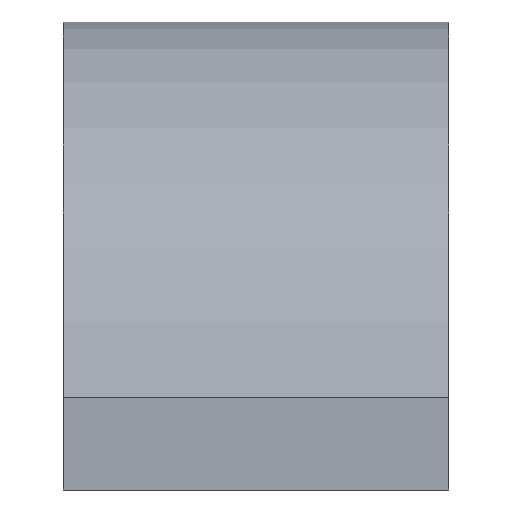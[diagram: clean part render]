
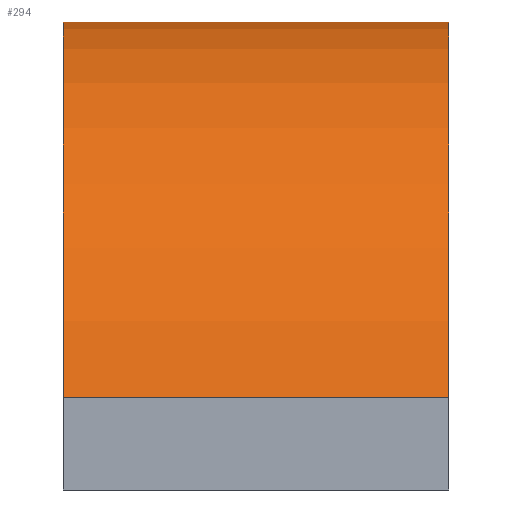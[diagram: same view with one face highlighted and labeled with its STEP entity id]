
A CAD part, left-side view. The second image highlights one B-rep face of the part: STEP entity #294.
In plain terms, the highlighted cylindrical face has radius 24.5 mm (diameter 49 mm), a partial arc.
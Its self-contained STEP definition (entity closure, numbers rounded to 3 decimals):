
#40=FACE_OUTER_BOUND('',#57,.T.);
#57=EDGE_LOOP('',(#258,#259,#260,#261));
#87=LINE('',#489,#117);
#89=LINE('',#494,#119);
#117=VECTOR('',#403,10.);
#119=VECTOR('',#409,10.);
#129=CIRCLE('',#325,24.5);
#130=CIRCLE('',#332,24.5);
#147=VERTEX_POINT('',#458);
#148=VERTEX_POINT('',#460);
#157=VERTEX_POINT('',#488);
#158=VERTEX_POINT('',#492);
#180=EDGE_CURVE('',#147,#148,#129,.T.);
#194=EDGE_CURVE('',#148,#157,#87,.T.);
#196=EDGE_CURVE('',#157,#158,#130,.T.);
#197=EDGE_CURVE('',#147,#158,#89,.T.);
#258=ORIENTED_EDGE('',*,*,#196,.F.);
#259=ORIENTED_EDGE('',*,*,#194,.F.);
#260=ORIENTED_EDGE('',*,*,#180,.F.);
#261=ORIENTED_EDGE('',*,*,#197,.T.);
#282=CYLINDRICAL_SURFACE('',#331,24.5);
#294=ADVANCED_FACE('',(#40),#282,.T.);
#325=AXIS2_PLACEMENT_3D('',#461,#378,#379);
#331=AXIS2_PLACEMENT_3D('',#491,#405,#406);
#332=AXIS2_PLACEMENT_3D('',#493,#407,#408);
#378=DIRECTION('center_axis',(0.,1.,0.));
#379=DIRECTION('ref_axis',(-1.,0.,0.));
#403=DIRECTION('',(0.,-1.,0.));
#405=DIRECTION('center_axis',(0.,-1.,0.));
#406=DIRECTION('ref_axis',(-1.,0.,0.));
#407=DIRECTION('center_axis',(0.,-1.,0.));
#408=DIRECTION('ref_axis',(-1.,0.,0.));
#409=DIRECTION('',(0.,-1.,0.));
#458=CARTESIAN_POINT('',(-23.984,51.7,5.));
#460=CARTESIAN_POINT('',(23.984,51.7,5.));
#461=CARTESIAN_POINT('Origin',(0.,51.7,0.));
#488=CARTESIAN_POINT('',(23.984,31.7,5.));
#489=CARTESIAN_POINT('',(23.984,51.7,5.));
#491=CARTESIAN_POINT('Origin',(0.,51.7,0.));
#492=CARTESIAN_POINT('',(-23.984,31.7,5.));
#493=CARTESIAN_POINT('Origin',(0.,31.7,0.));
#494=CARTESIAN_POINT('',(-23.984,51.7,5.));
